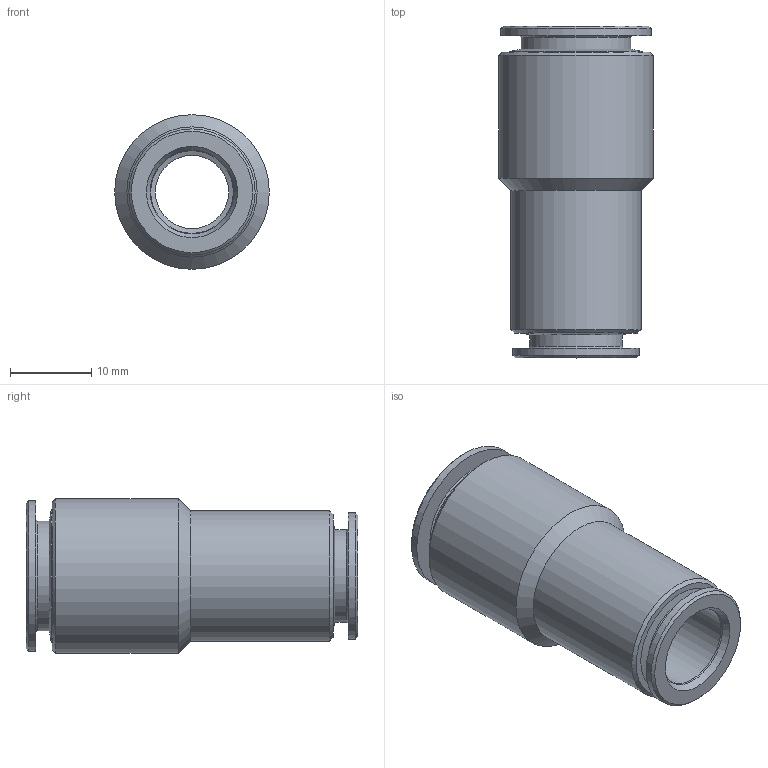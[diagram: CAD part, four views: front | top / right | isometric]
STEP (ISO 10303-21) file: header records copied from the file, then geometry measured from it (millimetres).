
FILE_DESCRIPTION(( 'MA.26.12.10.stp' ), '1');
FILE_NAME( 'MA.26.12.10.stp', '2021-03-01T15:18:35',( 'Sopra'),('sopra-pneumatic.com'), 'SwSTEP 2.0','SolidWorks 2009','' );
FILE_SCHEMA( ( 'AUTOMOTIVE_DESIGN { 1 0 10303 214 1 1 1 1 }' ) );
Length unit declared in the file: metre
Products named in the file (1): NONE
Bounding box: 19 x 40.75 x 19 mm (x, y, z)
Volume: 5323 mm3; surface area: 4278.6 mm2
Topology: 1 solids, 1 shells, 31 faces, 60 edges, 35 vertices
Faces by surface type: cone 13, cylinder 10, plane 6, torus 2
Full cylindrical faces by diameter (mm): 9 x1, 10.15 x1, 11.4 x1, 12.15 x1, 13.5 x1, 15.5 x1, 16 x1, 16.25 x1, 18.5 x1, 19 x1
Entity records: 892 total; most frequent: DIRECTION 126, CARTESIAN_POINT 94, AXIS2_PLACEMENT_3D 63, EDGE_LOOP 62, ORIENTED_EDGE 62, FACE_OUTER_BOUND 43, STYLED_ITEM 31, PRESENTATION_STYLE_ASSIGNMENT 31
